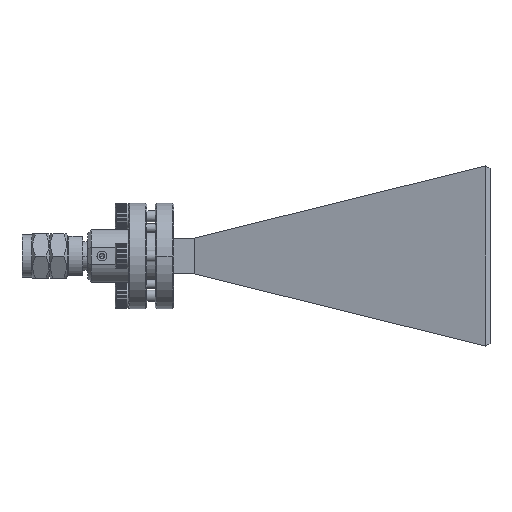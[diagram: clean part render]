
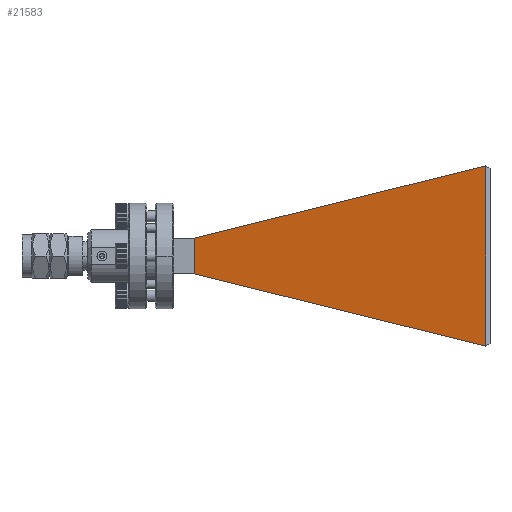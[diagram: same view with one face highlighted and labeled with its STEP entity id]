
A CAD part, front view. The second image highlights one B-rep face of the part: STEP entity #21583.
In plain terms, the highlighted planar face has unit normal (-0.204, -0.979, 0).
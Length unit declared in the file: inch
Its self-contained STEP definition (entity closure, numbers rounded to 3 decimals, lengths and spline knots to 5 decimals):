
#294 = CARTESIAN_POINT ( 'NONE',  ( 1.35462, -0.6677, -0.63066 ) ) ;
#749 = VERTEX_POINT ( 'NONE', #21454 ) ;
#1618 = DIRECTION ( 'NONE',  ( 0.979, -0.204, 0. ) ) ;
#2725 = LINE ( 'NONE', #27908, #16009 ) ;
#5756 = ORIENTED_EDGE ( 'NONE', *, *, #25583, .T. ) ;
#7396 = VERTEX_POINT ( 'NONE', #33160 ) ;
#7825 = CARTESIAN_POINT ( 'NONE',  ( 1.32525, -0.66157, 0.65206 ) ) ;
#10776 = EDGE_CURVE ( 'NONE', #19265, #7396, #13712, .T. ) ;
#11111 = LINE ( 'NONE', #11974, #34423 ) ;
#11974 = CARTESIAN_POINT ( 'NONE',  ( -0.73538, -0.2312, 0.14134 ) ) ;
#13712 = LINE ( 'NONE', #294, #14566 ) ;
#14482 = FACE_OUTER_BOUND ( 'NONE', #30764, .T. ) ;
#14566 = VECTOR ( 'NONE', #24160, 39.37008 ) ;
#16009 = VECTOR ( 'NONE', #17210, 39.37008 ) ;
#16022 = ORIENTED_EDGE ( 'NONE', *, *, #10776, .F. ) ;
#17153 = CARTESIAN_POINT ( 'NONE',  ( 1.02256, -0.59835, 0.01434 ) ) ;
#17210 = DIRECTION ( 'NONE',  ( -0.951, 0.199, -0.236 ) ) ;
#17598 = PLANE ( 'NONE',  #29782 ) ;
#19162 = DIRECTION ( 'NONE',  ( 0., 0., 1. ) ) ;
#19265 = VERTEX_POINT ( 'NONE', #33156 ) ;
#19908 = DIRECTION ( 'NONE',  ( -0.204, -0.979, 0. ) ) ;
#21454 = CARTESIAN_POINT ( 'NONE',  ( -0.73538, -0.2312, 0.14134 ) ) ;
#21583 = ADVANCED_FACE ( 'NONE', ( #14482 ), #17598, .T. ) ;
#24160 = DIRECTION ( 'NONE',  ( -0.951, 0.199, 0.236 ) ) ;
#25583 = EDGE_CURVE ( 'NONE', #19265, #33200, #26589, .T. ) ;
#26589 = LINE ( 'NONE', #32568, #29411 ) ;
#27114 = EDGE_CURVE ( 'NONE', #749, #7396, #11111, .T. ) ;
#27908 = CARTESIAN_POINT ( 'NONE',  ( 1.35462, -0.6677, 0.65934 ) ) ;
#28896 = ORIENTED_EDGE ( 'NONE', *, *, #29535, .T. ) ;
#29411 = VECTOR ( 'NONE', #19162, 39.37008 ) ;
#29535 = EDGE_CURVE ( 'NONE', #33200, #749, #2725, .T. ) ;
#29782 = AXIS2_PLACEMENT_3D ( 'NONE', #17153, #19908, #1618 ) ;
#30592 = DIRECTION ( 'NONE',  ( 0., 0., -1. ) ) ;
#30764 = EDGE_LOOP ( 'NONE', ( #16022, #5756, #28896, #34172 ) ) ;
#32568 = CARTESIAN_POINT ( 'NONE',  ( 1.32525, -0.66157, 0.01434 ) ) ;
#33156 = CARTESIAN_POINT ( 'NONE',  ( 1.32525, -0.66157, -0.62338 ) ) ;
#33160 = CARTESIAN_POINT ( 'NONE',  ( -0.73538, -0.2312, -0.11266 ) ) ;
#33200 = VERTEX_POINT ( 'NONE', #7825 ) ;
#34172 = ORIENTED_EDGE ( 'NONE', *, *, #27114, .T. ) ;
#34423 = VECTOR ( 'NONE', #30592, 39.37008 ) ;
